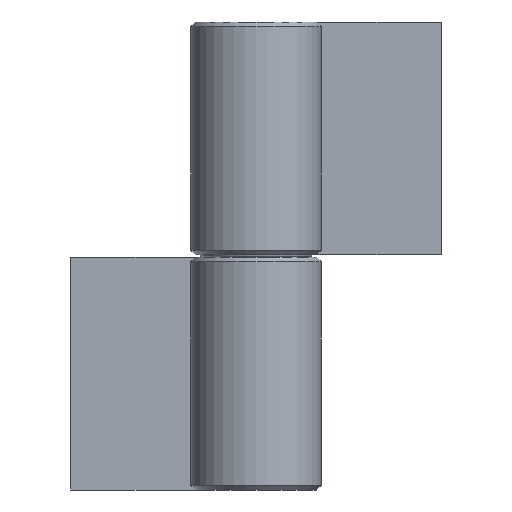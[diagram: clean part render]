
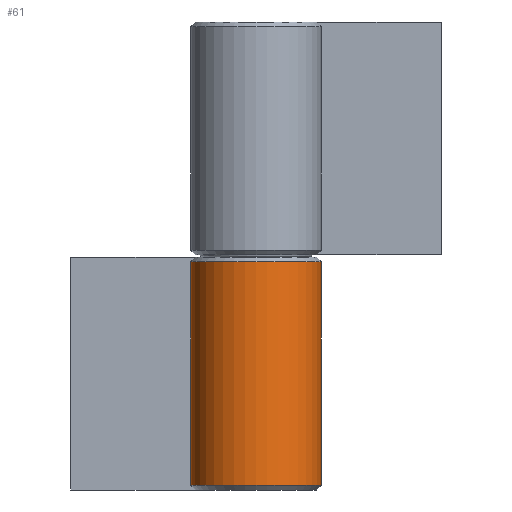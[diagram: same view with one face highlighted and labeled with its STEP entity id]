
A CAD part, left-side view. The second image highlights one B-rep face of the part: STEP entity #61.
In plain terms, the highlighted cylindrical face has radius 14 mm (diameter 28 mm), a full revolution.
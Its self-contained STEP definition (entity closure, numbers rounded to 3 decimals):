
#61=ADVANCED_FACE('',(#129,#131,#133),#135,.T.);
#129=FACE_OUTER_BOUND('',#130,.T.);
#130=EDGE_LOOP('',(#317));
#131=FACE_OUTER_BOUND('',#132,.T.);
#132=EDGE_LOOP('',(#318));
#133=FACE_BOUND('',#134,.T.);
#134=EDGE_LOOP('',(#319));
#135=CYLINDRICAL_SURFACE('',#136,14.);
#136=AXIS2_PLACEMENT_3D('',#137,#138,#139);
#137=CARTESIAN_POINT('',(32.903,-1.147,-31.757));
#138=DIRECTION('',(0.,0.,1.));
#139=DIRECTION('',(1.,0.,0.));
#317=ORIENTED_EDGE('',*,*,#545,.F.);
#318=ORIENTED_EDGE('',*,*,#547,.T.);
#319=ORIENTED_EDGE('',*,*,#548,.F.);
#545=EDGE_CURVE('',#623,#623,#624,.T.);
#547=EDGE_CURVE('',#627,#627,#628,.T.);
#548=EDGE_CURVE('',#629,#629,#630,.T.);
#623=VERTEX_POINT('',#721);
#624=CIRCLE('',#722,14.);
#627=VERTEX_POINT('',#731);
#628=CIRCLE('',#732,14.);
#629=VERTEX_POINT('',#736);
#630=B_SPLINE_CURVE_WITH_KNOTS('',3,
(#737,#738,#739,#740,#741,#742,#743,#744,#745,#746,#747,#748,#749,#750,#751,#752,
#753,#754,#755,#756,#757,#758,#759,#760,#761,#762,#763,#764,#765,#766,#767,#768,
#769,#770,#771,#772,#773),
.UNSPECIFIED.,.T.,.F.,
(4,1,1,1,1,1,1,1,1,1,1,1,1,1,1,1,1,1,1,1,1,1,1,1,1,1,1,1,1,1,1,1,1,1,4),
(0.,0.02,0.04,0.059,0.079,0.103,
0.133,0.173,0.22,0.27,0.319,
0.359,0.395,0.424,0.451,0.472,
0.492,0.505,0.52,0.534,0.552,
0.571,0.593,0.621,0.658,0.701,
0.752,0.804,0.852,0.89,0.92,
0.945,0.968,0.986,1.),
.UNSPECIFIED.);
#721=CARTESIAN_POINT('',(46.903,-1.147,17.243));
#722=AXIS2_PLACEMENT_3D('',#723,#724,#725);
#723=CARTESIAN_POINT('',(32.903,-1.147,17.243));
#724=DIRECTION('',(0.,0.,1.));
#725=DIRECTION('',(1.,0.,0.));
#731=CARTESIAN_POINT('',(46.903,-1.147,-30.757));
#732=AXIS2_PLACEMENT_3D('',#733,#734,#735);
#733=CARTESIAN_POINT('',(32.903,-1.147,-30.757));
#734=DIRECTION('',(0.,0.,1.));
#735=DIRECTION('',(1.,0.,0.));
#736=CARTESIAN_POINT('',(43.054,8.495,16.396));
#737=CARTESIAN_POINT('',(43.054,8.495,16.396));
#738=CARTESIAN_POINT('',(43.054,8.495,16.393));
#739=CARTESIAN_POINT('',(43.053,8.496,16.388));
#740=CARTESIAN_POINT('',(43.052,8.497,16.381));
#741=CARTESIAN_POINT('',(43.049,8.5,16.374));
#742=CARTESIAN_POINT('',(43.046,8.504,16.368));
#743=CARTESIAN_POINT('',(43.041,8.509,16.361));
#744=CARTESIAN_POINT('',(43.033,8.517,16.355));
#745=CARTESIAN_POINT('',(43.024,8.527,16.349));
#746=CARTESIAN_POINT('',(43.012,8.539,16.346));
#747=CARTESIAN_POINT('',(42.999,8.553,16.345));
#748=CARTESIAN_POINT('',(42.986,8.566,16.348));
#749=CARTESIAN_POINT('',(42.976,8.577,16.354));
#750=CARTESIAN_POINT('',(42.968,8.585,16.361));
#751=CARTESIAN_POINT('',(42.961,8.592,16.369));
#752=CARTESIAN_POINT('',(42.957,8.596,16.377));
#753=CARTESIAN_POINT('',(42.955,8.598,16.385));
#754=CARTESIAN_POINT('',(42.954,8.599,16.392));
#755=CARTESIAN_POINT('',(42.954,8.599,16.398));
#756=CARTESIAN_POINT('',(42.954,8.599,16.403));
#757=CARTESIAN_POINT('',(42.956,8.598,16.409));
#758=CARTESIAN_POINT('',(42.958,8.596,16.415));
#759=CARTESIAN_POINT('',(42.961,8.592,16.421));
#760=CARTESIAN_POINT('',(42.965,8.588,16.428));
#761=CARTESIAN_POINT('',(42.972,8.581,16.434));
#762=CARTESIAN_POINT('',(42.98,8.572,16.44));
#763=CARTESIAN_POINT('',(42.992,8.56,16.445));
#764=CARTESIAN_POINT('',(43.005,8.547,16.446));
#765=CARTESIAN_POINT('',(43.018,8.533,16.444));
#766=CARTESIAN_POINT('',(43.03,8.52,16.439));
#767=CARTESIAN_POINT('',(43.039,8.511,16.432));
#768=CARTESIAN_POINT('',(43.045,8.504,16.424));
#769=CARTESIAN_POINT('',(43.05,8.499,16.416));
#770=CARTESIAN_POINT('',(43.052,8.497,16.408));
#771=CARTESIAN_POINT('',(43.054,8.495,16.401));
#772=CARTESIAN_POINT('',(43.054,8.495,16.397));
#773=CARTESIAN_POINT('',(43.054,8.495,16.396));
